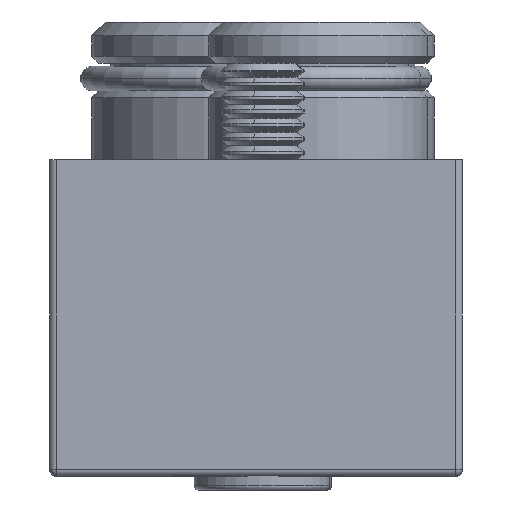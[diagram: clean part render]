
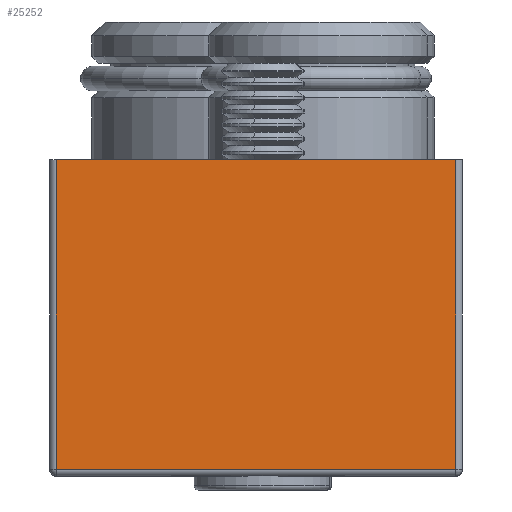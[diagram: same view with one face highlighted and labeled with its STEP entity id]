
A CAD part, front view. The second image highlights one B-rep face of the part: STEP entity #25252.
In plain terms, the highlighted planar face has unit normal (0, -1, 0).
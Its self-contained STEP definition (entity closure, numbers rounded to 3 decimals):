
#405 = CARTESIAN_POINT ( 'NONE',  ( 56.382, -20.512, 32. ) ) ;
#2168 = DIRECTION ( 'NONE',  ( 1., 0., 0. ) ) ;
#3540 = VERTEX_POINT ( 'NONE', #17141 ) ;
#4588 = LINE ( 'NONE', #11518, #27245 ) ;
#7108 = LINE ( 'NONE', #14095, #13537 ) ;
#7943 = ORIENTED_EDGE ( 'NONE', *, *, #20307, .F. ) ;
#7950 = CARTESIAN_POINT ( 'NONE',  ( 56.382, -20.512, -0.5 ) ) ;
#8001 = AXIS2_PLACEMENT_3D ( 'NONE', #405, #9209, #14130 ) ;
#9209 = DIRECTION ( 'NONE',  ( 0., 1., 0. ) ) ;
#9550 = CARTESIAN_POINT ( 'NONE',  ( 20.559, -20.512, 22. ) ) ;
#10389 = DIRECTION ( 'NONE',  ( -1., 0., 0. ) ) ;
#10971 = ORIENTED_EDGE ( 'NONE', *, *, #21251, .F. ) ;
#11372 = EDGE_LOOP ( 'NONE', ( #11652, #21230, #10971, #7943 ) ) ;
#11518 = CARTESIAN_POINT ( 'NONE',  ( 20.059, -20.512, 22. ) ) ;
#11652 = ORIENTED_EDGE ( 'NONE', *, *, #12115, .F. ) ;
#11717 = DIRECTION ( 'NONE',  ( 0., 0., -1. ) ) ;
#12115 = EDGE_CURVE ( 'NONE', #3540, #15211, #25324, .T. ) ;
#13537 = VECTOR ( 'NONE', #11717, 1000. ) ;
#13646 = VERTEX_POINT ( 'NONE', #9550 ) ;
#13765 = DIRECTION ( 'NONE',  ( 0., 0., 1. ) ) ;
#14095 = CARTESIAN_POINT ( 'NONE',  ( 49.559, -20.512, -1. ) ) ;
#14130 = DIRECTION ( 'NONE',  ( 1., 0., 0. ) ) ;
#15211 = VERTEX_POINT ( 'NONE', #17161 ) ;
#15820 = LINE ( 'NONE', #16179, #16527 ) ;
#16179 = CARTESIAN_POINT ( 'NONE',  ( 20.559, -20.512, 22. ) ) ;
#16527 = VECTOR ( 'NONE', #13765, 1000. ) ;
#17141 = CARTESIAN_POINT ( 'NONE',  ( 49.559, -20.512, -0.5 ) ) ;
#17161 = CARTESIAN_POINT ( 'NONE',  ( 20.559, -20.512, -0.5 ) ) ;
#19233 = VECTOR ( 'NONE', #10389, 1000. ) ;
#20237 = FACE_OUTER_BOUND ( 'NONE', #11372, .T. ) ;
#20307 = EDGE_CURVE ( 'NONE', #15211, #13646, #15820, .T. ) ;
#21023 = VERTEX_POINT ( 'NONE', #26598 ) ;
#21230 = ORIENTED_EDGE ( 'NONE', *, *, #21328, .F. ) ;
#21251 = EDGE_CURVE ( 'NONE', #13646, #21023, #4588, .T. ) ;
#21328 = EDGE_CURVE ( 'NONE', #21023, #3540, #7108, .T. ) ;
#25252 = ADVANCED_FACE ( 'NONE', ( #20237 ), #25299, .F. ) ;
#25299 = PLANE ( 'NONE',  #8001 ) ;
#25324 = LINE ( 'NONE', #7950, #19233 ) ;
#26598 = CARTESIAN_POINT ( 'NONE',  ( 49.559, -20.512, 22. ) ) ;
#27245 = VECTOR ( 'NONE', #2168, 1000. ) ;
